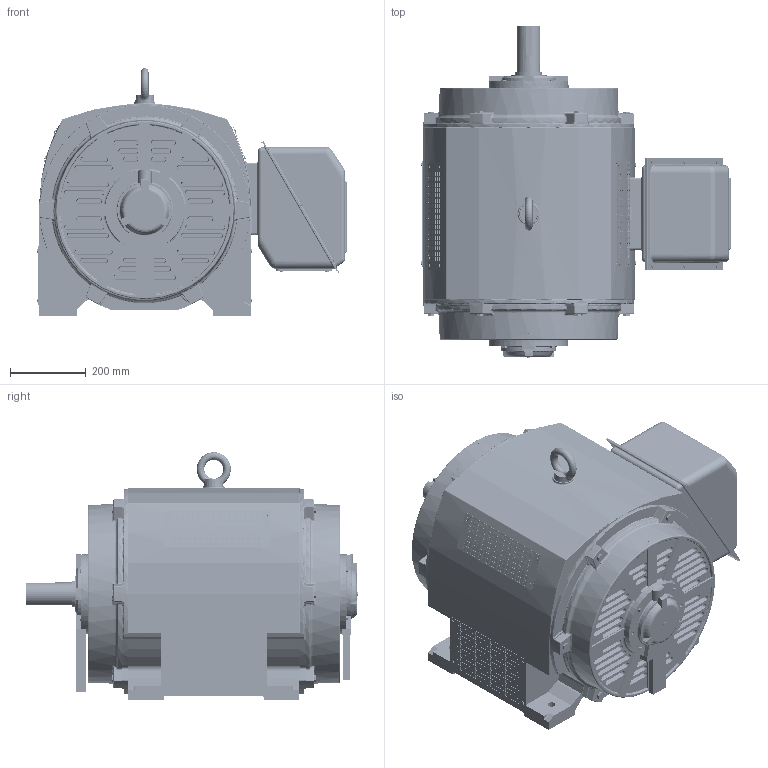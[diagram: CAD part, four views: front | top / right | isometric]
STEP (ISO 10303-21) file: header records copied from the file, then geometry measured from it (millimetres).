
FILE_DESCRIPTION(('CATIA V5 STEP Exchange'),'2;1');
FILE_NAME('3A043A501.stp','2014-04-02T09:33:32+00:00',('none'),('none'),'Unofficial Packaging Version','CATIA V5 STEP AP203','none');
FILE_SCHEMA(('CONFIG_CONTROL_DESIGN'));
Length unit declared in the file: millimetre
Products named in the file (1): #14
Bounding box: 816.35 x 875.8 x 653.38 mm (x, y, z)
Volume: 141739487.1 mm3; surface area: 4706356 mm2
Topology: 1 solids, 38 shells, 8238 faces, 22545 edges, 14689 vertices
Faces by surface type: plane 4067, cylinder 3382, torus 291, bspline 276, cone 172, sphere 46, revolution 4
Entity records: 268812 total; most frequent: CARTESIAN_POINT 69244, ORIENTED_EDGE 44910, DIRECTION 33849, EDGE_CURVE 22455, VERTEX_POINT 14689, AXIS2_PLACEMENT_3D 14001, VECTOR 13385, LINE 13385
